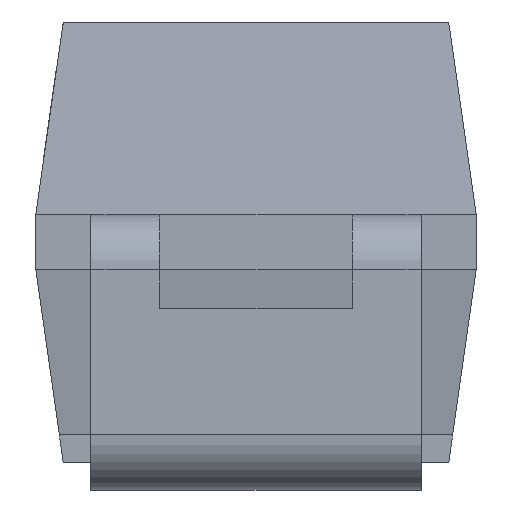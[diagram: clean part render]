
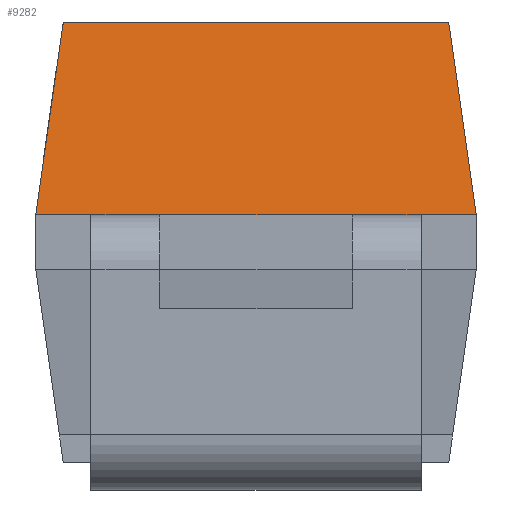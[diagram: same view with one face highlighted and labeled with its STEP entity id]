
A CAD part, left-side view. The second image highlights one B-rep face of the part: STEP entity #9282.
In plain terms, the highlighted planar face has unit normal (-0.99, 0, 0.141).
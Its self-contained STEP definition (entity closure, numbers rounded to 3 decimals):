
#181 = DIRECTION ( 'NONE',  ( 0., 1., 0. ) ) ;
#208 = CARTESIAN_POINT ( 'NONE',  ( -1.4, -0.8, 0.1 ) ) ;
#572 = ORIENTED_EDGE ( 'NONE', *, *, #9804, .T. ) ;
#795 = PLANE ( 'NONE',  #9637 ) ;
#816 = CARTESIAN_POINT ( 'NONE',  ( -1.4, 0.35, 0.1 ) ) ;
#930 = DIRECTION ( 'NONE',  ( 0., 1., 0. ) ) ;
#985 = CARTESIAN_POINT ( 'NONE',  ( -1.4, -0.6, 0.1 ) ) ;
#1017 = CARTESIAN_POINT ( 'NONE',  ( -1.275, 0.675, 0.978 ) ) ;
#1091 = EDGE_CURVE ( 'NONE', #5657, #2430, #11734, .T. ) ;
#1343 = VECTOR ( 'NONE', #181, 1000. ) ;
#1406 = CARTESIAN_POINT ( 'NONE',  ( -1.4, 0.6, 0.1 ) ) ;
#1566 = VECTOR ( 'NONE', #2081, 1000. ) ;
#1841 = EDGE_CURVE ( 'NONE', #9884, #12311, #3007, .T. ) ;
#2010 = VERTEX_POINT ( 'NONE', #3979 ) ;
#2042 = CARTESIAN_POINT ( 'NONE',  ( -1.3, 0., 0.8 ) ) ;
#2081 = DIRECTION ( 'NONE',  ( -0.14, -0.14, -0.98 ) ) ;
#2430 = VERTEX_POINT ( 'NONE', #4568 ) ;
#2850 = VECTOR ( 'NONE', #7060, 1000. ) ;
#2972 = FACE_OUTER_BOUND ( 'NONE', #11381, .T. ) ;
#2975 = ORIENTED_EDGE ( 'NONE', *, *, #6865, .F. ) ;
#3007 = LINE ( 'NONE', #985, #12739 ) ;
#3081 = CARTESIAN_POINT ( 'NONE',  ( -1.286, -0.686, 0.896 ) ) ;
#3741 = LINE ( 'NONE', #8329, #2850 ) ;
#3783 = CARTESIAN_POINT ( 'NONE',  ( -1.3, 0.7, 0.8 ) ) ;
#3819 = CARTESIAN_POINT ( 'NONE',  ( -1.4, 0.8, 0.1 ) ) ;
#3979 = CARTESIAN_POINT ( 'NONE',  ( -1.3, -0.7, 0.8 ) ) ;
#4304 = CARTESIAN_POINT ( 'NONE',  ( -1.4, 0.8, 0.1 ) ) ;
#4510 = LINE ( 'NONE', #4304, #10487 ) ;
#4568 = CARTESIAN_POINT ( 'NONE',  ( -1.4, -0.35, 0.1 ) ) ;
#5029 = ORIENTED_EDGE ( 'NONE', *, *, #6532, .F. ) ;
#5089 = DIRECTION ( 'NONE',  ( 0., 1., 0. ) ) ;
#5657 = VERTEX_POINT ( 'NONE', #8427 ) ;
#5675 = EDGE_CURVE ( 'NONE', #2010, #7268, #11689, .T. ) ;
#5944 = LINE ( 'NONE', #10363, #7118 ) ;
#6513 = ORIENTED_EDGE ( 'NONE', *, *, #1841, .F. ) ;
#6532 = EDGE_CURVE ( 'NONE', #7268, #5657, #5944, .T. ) ;
#6780 = ORIENTED_EDGE ( 'NONE', *, *, #5675, .F. ) ;
#6792 = ORIENTED_EDGE ( 'NONE', *, *, #11731, .F. ) ;
#6865 = EDGE_CURVE ( 'NONE', #2430, #9884, #3741, .T. ) ;
#7044 = ORIENTED_EDGE ( 'NONE', *, *, #1091, .F. ) ;
#7060 = DIRECTION ( 'NONE',  ( 0., 1., 0. ) ) ;
#7118 = VECTOR ( 'NONE', #5089, 1000. ) ;
#7268 = VERTEX_POINT ( 'NONE', #208 ) ;
#7924 = VERTEX_POINT ( 'NONE', #3819 ) ;
#8329 = CARTESIAN_POINT ( 'NONE',  ( -1.4, -0.6, 0.1 ) ) ;
#8348 = ORIENTED_EDGE ( 'NONE', *, *, #13505, .F. ) ;
#8427 = CARTESIAN_POINT ( 'NONE',  ( -1.4, -0.6, 0.1 ) ) ;
#8456 = DIRECTION ( 'NONE',  ( -0.99, 0., 0.141 ) ) ;
#8781 = CARTESIAN_POINT ( 'NONE',  ( -1.3, -0.8, 0.8 ) ) ;
#8783 = CARTESIAN_POINT ( 'NONE',  ( -1.4, -0.6, 0.1 ) ) ;
#8943 = VECTOR ( 'NONE', #9580, 1000. ) ;
#9282 = ADVANCED_FACE ( 'NONE', ( #2972 ), #795, .T. ) ;
#9521 = VERTEX_POINT ( 'NONE', #3783 ) ;
#9580 = DIRECTION ( 'NONE',  ( -0.14, 0.14, -0.98 ) ) ;
#9637 = AXIS2_PLACEMENT_3D ( 'NONE', #2042, #8456, #10611 ) ;
#9729 = LINE ( 'NONE', #8781, #9760 ) ;
#9760 = VECTOR ( 'NONE', #12099, 1000. ) ;
#9804 = EDGE_CURVE ( 'NONE', #9521, #7924, #13571, .T. ) ;
#9884 = VERTEX_POINT ( 'NONE', #816 ) ;
#10363 = CARTESIAN_POINT ( 'NONE',  ( -1.4, 0.8, 0.1 ) ) ;
#10487 = VECTOR ( 'NONE', #13852, 1000. ) ;
#10611 = DIRECTION ( 'NONE',  ( 0., 1., 0. ) ) ;
#11381 = EDGE_LOOP ( 'NONE', ( #572, #8348, #6513, #2975, #7044, #5029, #6780, #6792 ) ) ;
#11689 = LINE ( 'NONE', #3081, #1566 ) ;
#11731 = EDGE_CURVE ( 'NONE', #9521, #2010, #9729, .T. ) ;
#11734 = LINE ( 'NONE', #8783, #1343 ) ;
#12099 = DIRECTION ( 'NONE',  ( 0., -1., 0. ) ) ;
#12311 = VERTEX_POINT ( 'NONE', #1406 ) ;
#12739 = VECTOR ( 'NONE', #930, 1000. ) ;
#13505 = EDGE_CURVE ( 'NONE', #12311, #7924, #4510, .T. ) ;
#13571 = LINE ( 'NONE', #1017, #8943 ) ;
#13852 = DIRECTION ( 'NONE',  ( 0., 1., 0. ) ) ;
